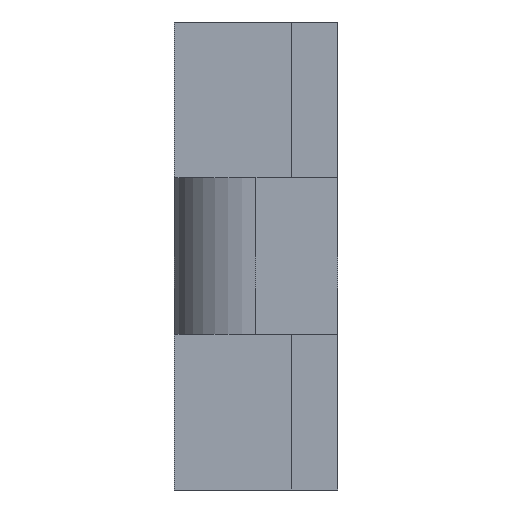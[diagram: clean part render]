
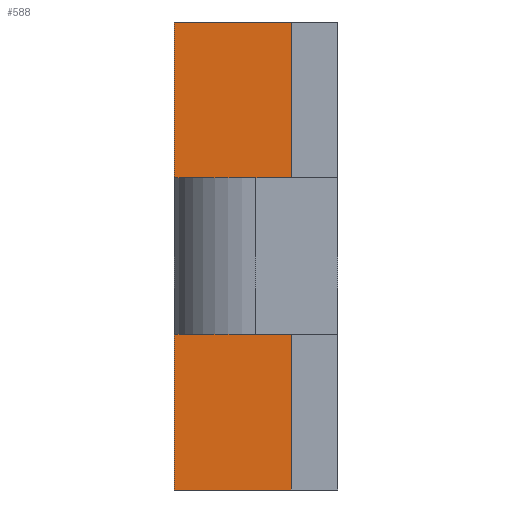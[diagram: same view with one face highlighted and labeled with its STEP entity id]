
A CAD part, left-side view. The second image highlights one B-rep face of the part: STEP entity #588.
In plain terms, the highlighted planar face has unit normal (-1, 0, 0).
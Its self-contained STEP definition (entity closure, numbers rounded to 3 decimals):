
#55=FACE_OUTER_BOUND('',#85,.T.);
#85=EDGE_LOOP('',(#402,#403,#404,#405));
#127=LINE('',#858,#193);
#130=LINE('',#864,#196);
#131=LINE('',#866,#197);
#132=LINE('',#867,#198);
#193=VECTOR('',#693,10.);
#196=VECTOR('',#698,10.);
#197=VECTOR('',#699,10.);
#198=VECTOR('',#700,10.);
#258=VERTEX_POINT('',#854);
#260=VERTEX_POINT('',#857);
#262=VERTEX_POINT('',#863);
#263=VERTEX_POINT('',#865);
#315=EDGE_CURVE('',#260,#258,#127,.T.);
#318=EDGE_CURVE('',#262,#258,#130,.T.);
#319=EDGE_CURVE('',#263,#262,#131,.T.);
#320=EDGE_CURVE('',#260,#263,#132,.T.);
#402=ORIENTED_EDGE('',*,*,#318,.F.);
#403=ORIENTED_EDGE('',*,*,#319,.F.);
#404=ORIENTED_EDGE('',*,*,#320,.F.);
#405=ORIENTED_EDGE('',*,*,#315,.T.);
#567=PLANE('',#641);
#588=ADVANCED_FACE('',(#55),#567,.T.);
#641=AXIS2_PLACEMENT_3D('',#862,#696,#697);
#693=DIRECTION('',(0.,0.,-1.));
#696=DIRECTION('center_axis',(-1.,0.,0.));
#697=DIRECTION('ref_axis',(0.,1.,0.));
#698=DIRECTION('',(0.,1.,0.));
#699=DIRECTION('',(0.,0.,-1.));
#700=DIRECTION('',(0.,-1.,0.));
#854=CARTESIAN_POINT('',(-3.75,3.5,-10.));
#857=CARTESIAN_POINT('',(-3.75,3.5,0.));
#858=CARTESIAN_POINT('',(-3.75,3.5,0.));
#862=CARTESIAN_POINT('Origin',(-3.75,1.,0.));
#863=CARTESIAN_POINT('',(-3.75,1.,-10.));
#864=CARTESIAN_POINT('',(-3.75,1.625,-10.));
#865=CARTESIAN_POINT('',(-3.75,1.,0.));
#866=CARTESIAN_POINT('',(-3.75,1.,0.));
#867=CARTESIAN_POINT('',(-3.75,3.5,0.));
